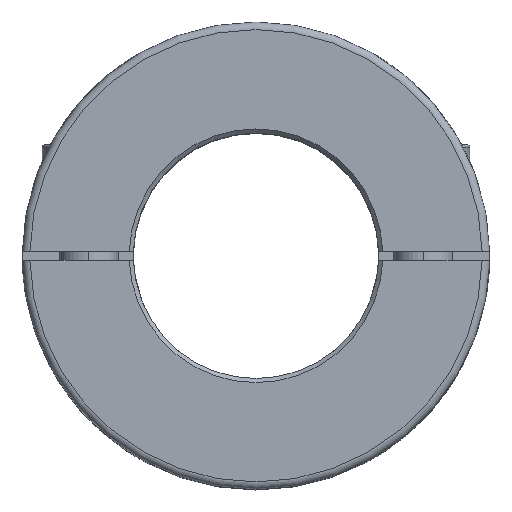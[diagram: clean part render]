
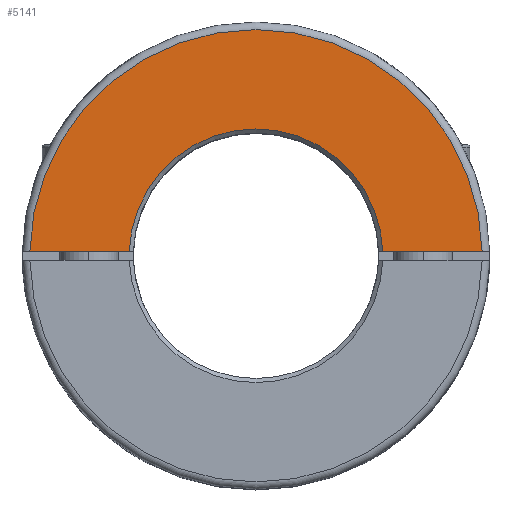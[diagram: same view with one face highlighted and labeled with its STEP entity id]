
A CAD part, top view. The second image highlights one B-rep face of the part: STEP entity #5141.
In plain terms, the highlighted planar face has unit normal (0, 0, 1).
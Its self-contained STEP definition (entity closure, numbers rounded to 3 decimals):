
#472 = LINE ( 'NONE', #6857, #6508 ) ;
#834 = DIRECTION ( 'NONE',  ( 1., 0., 0. ) ) ;
#901 = AXIS2_PLACEMENT_3D ( 'NONE', #5866, #7839, #4526 ) ;
#1007 = CARTESIAN_POINT ( 'NONE',  ( 0., 0., 33. ) ) ;
#1360 = DIRECTION ( 'NONE',  ( -1., 0., 0. ) ) ;
#1643 = EDGE_CURVE ( 'NONE', #4311, #4354, #5221, .T. ) ;
#1711 = DIRECTION ( 'NONE',  ( -1., 0., 0. ) ) ;
#1786 = CARTESIAN_POINT ( 'NONE',  ( -38.693, 0.75, 33. ) ) ;
#1865 = VERTEX_POINT ( 'NONE', #3026 ) ;
#1878 = CARTESIAN_POINT ( 'NONE',  ( -21.687, 0.75, 33. ) ) ;
#2340 = DIRECTION ( 'NONE',  ( 1., 0., 0. ) ) ;
#2566 = CARTESIAN_POINT ( 'NONE',  ( 38.693, 0.75, 33. ) ) ;
#2698 = AXIS2_PLACEMENT_3D ( 'NONE', #6861, #2893, #834 ) ;
#2893 = DIRECTION ( 'NONE',  ( 0., 0., -1. ) ) ;
#2991 = AXIS2_PLACEMENT_3D ( 'NONE', #1007, #4880, #2340 ) ;
#3026 = CARTESIAN_POINT ( 'NONE',  ( 21.687, 0.75, 33. ) ) ;
#3092 = CIRCLE ( 'NONE', #2698, 21.7 ) ;
#3250 = CARTESIAN_POINT ( 'NONE',  ( 0., 0.75, 33. ) ) ;
#3697 = ORIENTED_EDGE ( 'NONE', *, *, #1643, .F. ) ;
#4311 = VERTEX_POINT ( 'NONE', #1878 ) ;
#4354 = VERTEX_POINT ( 'NONE', #1786 ) ;
#4526 = DIRECTION ( 'NONE',  ( 1., 0., 0. ) ) ;
#4840 = FACE_OUTER_BOUND ( 'NONE', #4848, .T. ) ;
#4848 = EDGE_LOOP ( 'NONE', ( #7361, #7030, #3697, #6570 ) ) ;
#4880 = DIRECTION ( 'NONE',  ( 0., 0., 1. ) ) ;
#4950 = PLANE ( 'NONE',  #2991 ) ;
#5141 = ADVANCED_FACE ( 'NONE', ( #4840 ), #4950, .T. ) ;
#5221 = LINE ( 'NONE', #3250, #5504 ) ;
#5504 = VECTOR ( 'NONE', #1360, 1000. ) ;
#5866 = CARTESIAN_POINT ( 'NONE',  ( 0., 0., 33. ) ) ;
#6354 = CIRCLE ( 'NONE', #901, 38.7 ) ;
#6508 = VECTOR ( 'NONE', #1711, 1000. ) ;
#6570 = ORIENTED_EDGE ( 'NONE', *, *, #7251, .T. ) ;
#6857 = CARTESIAN_POINT ( 'NONE',  ( 0., 0.75, 33. ) ) ;
#6861 = CARTESIAN_POINT ( 'NONE',  ( 0., 0., 33. ) ) ;
#7030 = ORIENTED_EDGE ( 'NONE', *, *, #8351, .T. ) ;
#7251 = EDGE_CURVE ( 'NONE', #4311, #1865, #3092, .T. ) ;
#7361 = ORIENTED_EDGE ( 'NONE', *, *, #7960, .F. ) ;
#7839 = DIRECTION ( 'NONE',  ( 0., 0., 1. ) ) ;
#7960 = EDGE_CURVE ( 'NONE', #8196, #1865, #472, .T. ) ;
#8196 = VERTEX_POINT ( 'NONE', #2566 ) ;
#8351 = EDGE_CURVE ( 'NONE', #8196, #4354, #6354, .T. ) ;
